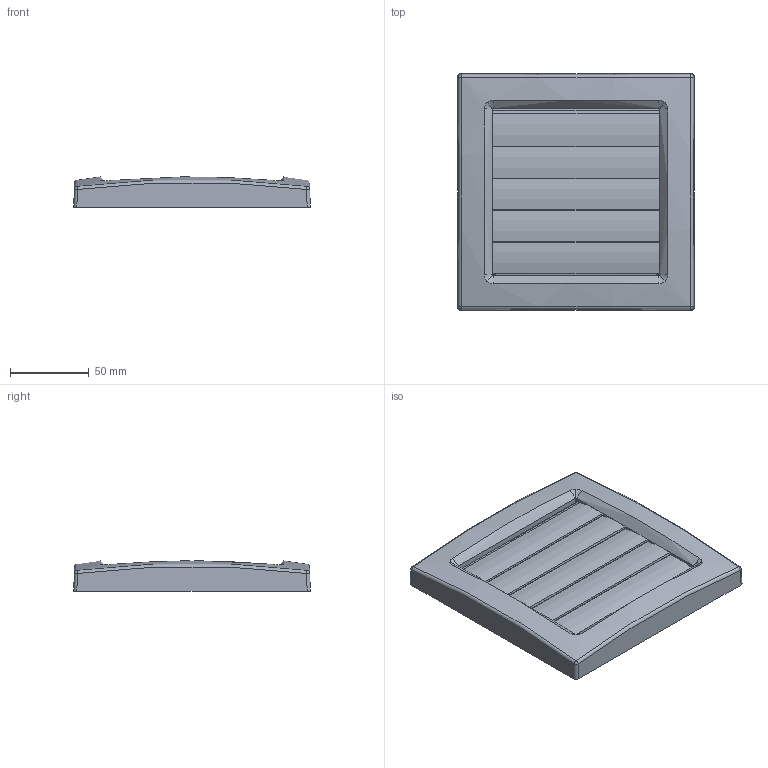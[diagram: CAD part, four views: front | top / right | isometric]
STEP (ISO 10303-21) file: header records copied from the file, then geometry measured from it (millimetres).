
FILE_DESCRIPTION(('Creo Elements/Direct Modeling STEP Export'),'2;1');
FILE_NAME('AP100_geschlossen.stp','2018-08-20T13:58:55',(''),(''),'PTC Creo Elements/Direct Modeling STEP processor for AP214 (Solid Model)','PTC Creo Elements/Direct Modeling 19.0C 15-Aug-2015 (C) Parametric Technology GmbH','');
FILE_SCHEMA(('AUTOMOTIVE_DESIGN { 1 0 10303 214 1 1 1 1 }'));
Length unit declared in the file: millimetre
Products named in the file (2): AP100_ZU
Assembly tree (1 placements, depth 2):
  AP100_ZU
    AP100_ZU
Bounding box: 150 x 150 x 19.15 mm (x, y, z)
Volume: 54067.7 mm3; surface area: 84994.9 mm2
Topology: 1 solids, 1 shells, 638 faces, 1720 edges, 1081 vertices
Faces by surface type: plane 357, cylinder 157, torus 56, bspline 44, sphere 24
Entity records: 32209 total; most frequent: CARTESIAN_POINT 16924, ORIENTED_EDGE 3410, DIRECTION 2819, EDGE_CURVE 1705, VERTEX_POINT 1081, VECTOR 997, LINE 997, AXIS2_PLACEMENT_3D 911
